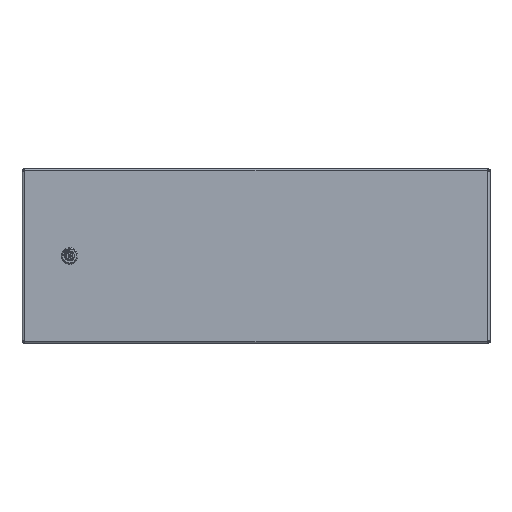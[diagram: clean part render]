
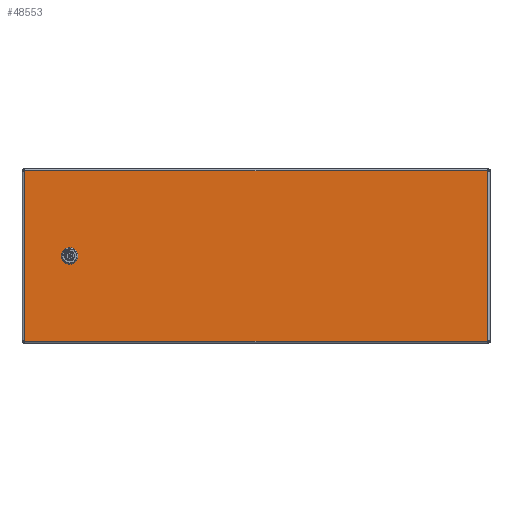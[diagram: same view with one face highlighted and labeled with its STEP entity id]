
A CAD part, top view. The second image highlights one B-rep face of the part: STEP entity #48553.
In plain terms, the highlighted planar face has unit normal (0, 0, 1).
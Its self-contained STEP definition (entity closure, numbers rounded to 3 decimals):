
#987 = VECTOR ( 'NONE', #46264, 1000. ) ;
#2086 = EDGE_CURVE ( 'NONE', #61825, #38119, #33774, .T. ) ;
#2411 = DIRECTION ( 'NONE',  ( 0., 0., 1. ) ) ;
#2655 = DIRECTION ( 'NONE',  ( 1., 0., 0. ) ) ;
#3165 = EDGE_CURVE ( 'NONE', #38119, #49473, #19708, .T. ) ;
#3445 = CIRCLE ( 'NONE', #59479, 11.25 ) ;
#3932 = DIRECTION ( 'NONE',  ( 0., 0., 1. ) ) ;
#4602 = AXIS2_PLACEMENT_3D ( 'NONE', #22194, #38030, #54884 ) ;
#4735 = CARTESIAN_POINT ( 'NONE',  ( 390.5, 142.658, 0. ) ) ;
#5492 = ORIENTED_EDGE ( 'NONE', *, *, #10334, .F. ) ;
#5533 = CARTESIAN_POINT ( 'NONE',  ( -392.429, -143.5, 0. ) ) ;
#5799 = DIRECTION ( 'NONE',  ( 0., 0., 1. ) ) ;
#6961 = DIRECTION ( 'NONE',  ( -1., 0., 0. ) ) ;
#7099 = VECTOR ( 'NONE', #30631, 1000. ) ;
#7821 = LINE ( 'NONE', #23956, #67631 ) ;
#8916 = CARTESIAN_POINT ( 'NONE',  ( -390.5, 142.658, 0. ) ) ;
#9012 = ORIENTED_EDGE ( 'NONE', *, *, #46450, .T. ) ;
#9896 = LINE ( 'NONE', #31318, #7099 ) ;
#10082 = ORIENTED_EDGE ( 'NONE', *, *, #68018, .T. ) ;
#10180 = VERTEX_POINT ( 'NONE', #4735 ) ;
#10334 = EDGE_CURVE ( 'NONE', #61184, #66555, #24799, .T. ) ;
#10671 = VECTOR ( 'NONE', #6961, 1000. ) ;
#11859 = CARTESIAN_POINT ( 'NONE',  ( -318.937, -10.25, 0. ) ) ;
#12233 = CARTESIAN_POINT ( 'NONE',  ( -309.663, 10.25, 0. ) ) ;
#12565 = CIRCLE ( 'NONE', #33858, 11.25 ) ;
#13113 = ORIENTED_EDGE ( 'NONE', *, *, #31782, .F. ) ;
#13142 = VERTEX_POINT ( 'NONE', #27023 ) ;
#13232 = CARTESIAN_POINT ( 'NONE',  ( 391.429, 144.429, 0. ) ) ;
#13298 = FACE_BOUND ( 'NONE', #27956, .T. ) ;
#14035 = ORIENTED_EDGE ( 'NONE', *, *, #22554, .T. ) ;
#14098 = CARTESIAN_POINT ( 'NONE',  ( 391.429, -144.429, 0. ) ) ;
#14207 = DIRECTION ( 'NONE',  ( 1., 0., 0. ) ) ;
#14657 = CARTESIAN_POINT ( 'NONE',  ( 390.5, -142.658, 0. ) ) ;
#14742 = CARTESIAN_POINT ( 'NONE',  ( -304.05, -4.637, 0. ) ) ;
#14854 = DIRECTION ( 'NONE',  ( 0., 0., 1. ) ) ;
#14958 = CARTESIAN_POINT ( 'NONE',  ( -390.5, 145.429, 0. ) ) ;
#15166 = VERTEX_POINT ( 'NONE', #49206 ) ;
#15442 = ORIENTED_EDGE ( 'NONE', *, *, #2086, .F. ) ;
#15977 = CARTESIAN_POINT ( 'NONE',  ( -391.429, -144.429, 0. ) ) ;
#16323 = DIRECTION ( 'NONE',  ( 1., 0., 0. ) ) ;
#18208 = PLANE ( 'NONE',  #19515 ) ;
#18894 = CARTESIAN_POINT ( 'NONE',  ( 0., 0., 0. ) ) ;
#18997 = EDGE_CURVE ( 'NONE', #13142, #10180, #21319, .T. ) ;
#19102 = LINE ( 'NONE', #19797, #37828 ) ;
#19419 = DIRECTION ( 'NONE',  ( 0., 1., 0. ) ) ;
#19515 = AXIS2_PLACEMENT_3D ( 'NONE', #18894, #2411, #28757 ) ;
#19708 = LINE ( 'NONE', #62894, #63097 ) ;
#19728 = CARTESIAN_POINT ( 'NONE',  ( -389.658, 143.5, 0. ) ) ;
#19768 = DIRECTION ( 'NONE',  ( 1., 0., 0. ) ) ;
#19773 = CARTESIAN_POINT ( 'NONE',  ( -304.05, 4.637, 0. ) ) ;
#19797 = CARTESIAN_POINT ( 'NONE',  ( 392.429, 143.5, 0. ) ) ;
#20040 = ORIENTED_EDGE ( 'NONE', *, *, #45593, .F. ) ;
#20122 = CARTESIAN_POINT ( 'NONE',  ( -324.55, 4.637, 0. ) ) ;
#21319 = CIRCLE ( 'NONE', #24735, 2. ) ;
#21918 = CARTESIAN_POINT ( 'NONE',  ( -324.55, -4.637, 0. ) ) ;
#22194 = CARTESIAN_POINT ( 'NONE',  ( -314.3, 0., 0. ) ) ;
#22259 = CARTESIAN_POINT ( 'NONE',  ( -318.937, 10.25, 0. ) ) ;
#22554 = EDGE_CURVE ( 'NONE', #64854, #66555, #53657, .T. ) ;
#22770 = VERTEX_POINT ( 'NONE', #11859 ) ;
#23295 = ORIENTED_EDGE ( 'NONE', *, *, #46505, .F. ) ;
#23767 = VECTOR ( 'NONE', #19419, 1000. ) ;
#23956 = CARTESIAN_POINT ( 'NONE',  ( 390.5, -145.429, 0. ) ) ;
#24096 = DIRECTION ( 'NONE',  ( 0., 0., 1. ) ) ;
#24735 = AXIS2_PLACEMENT_3D ( 'NONE', #13232, #24096, #34659 ) ;
#24799 = CIRCLE ( 'NONE', #64029, 2. ) ;
#26030 = DIRECTION ( 'NONE',  ( 0., 1., 0. ) ) ;
#27023 = CARTESIAN_POINT ( 'NONE',  ( 389.658, 143.5, 0. ) ) ;
#27186 = VERTEX_POINT ( 'NONE', #8916 ) ;
#27489 = VERTEX_POINT ( 'NONE', #32061 ) ;
#27829 = CARTESIAN_POINT ( 'NONE',  ( -309.663, -10.25, 0. ) ) ;
#27956 = EDGE_LOOP ( 'NONE', ( #65090, #36201, #20040, #23295, #50585, #37795, #15442, #40850 ) ) ;
#28725 = CIRCLE ( 'NONE', #37705, 2. ) ;
#28757 = DIRECTION ( 'NONE',  ( 1., 0., 0. ) ) ;
#29349 = CARTESIAN_POINT ( 'NONE',  ( -314.3, 0., 0. ) ) ;
#30438 = LINE ( 'NONE', #14958, #987 ) ;
#30631 = DIRECTION ( 'NONE',  ( 1., 0., 0. ) ) ;
#30712 = CARTESIAN_POINT ( 'NONE',  ( -314.3, 0., 0. ) ) ;
#30730 = CIRCLE ( 'NONE', #57663, 2. ) ;
#31194 = DIRECTION ( 'NONE',  ( 1., 0., 0. ) ) ;
#31318 = CARTESIAN_POINT ( 'NONE',  ( -309.663, -10.25, 0. ) ) ;
#31782 = EDGE_CURVE ( 'NONE', #27186, #35650, #30730, .T. ) ;
#32061 = CARTESIAN_POINT ( 'NONE',  ( -390.5, -142.658, 0. ) ) ;
#32320 = VERTEX_POINT ( 'NONE', #27829 ) ;
#33774 = CIRCLE ( 'NONE', #4602, 11.25 ) ;
#33858 = AXIS2_PLACEMENT_3D ( 'NONE', #64418, #5799, #16323 ) ;
#34659 = DIRECTION ( 'NONE',  ( -1., 0., 0. ) ) ;
#35650 = VERTEX_POINT ( 'NONE', #19728 ) ;
#35896 = DIRECTION ( 'NONE',  ( 0., -1., 0. ) ) ;
#36201 = ORIENTED_EDGE ( 'NONE', *, *, #65605, .F. ) ;
#37402 = EDGE_CURVE ( 'NONE', #64854, #27489, #28725, .T. ) ;
#37705 = AXIS2_PLACEMENT_3D ( 'NONE', #15977, #59180, #69329 ) ;
#37795 = ORIENTED_EDGE ( 'NONE', *, *, #3165, .F. ) ;
#37828 = VECTOR ( 'NONE', #46873, 1000. ) ;
#38030 = DIRECTION ( 'NONE',  ( 0., 0., 1. ) ) ;
#38119 = VERTEX_POINT ( 'NONE', #20122 ) ;
#38520 = AXIS2_PLACEMENT_3D ( 'NONE', #30712, #40576, #14207 ) ;
#40576 = DIRECTION ( 'NONE',  ( 0., 0., 1. ) ) ;
#40850 = ORIENTED_EDGE ( 'NONE', *, *, #50679, .F. ) ;
#43512 = EDGE_LOOP ( 'NONE', ( #45225, #14035, #5492, #9012, #60931, #10082, #13113, #56002 ) ) ;
#45225 = ORIENTED_EDGE ( 'NONE', *, *, #37402, .F. ) ;
#45593 = EDGE_CURVE ( 'NONE', #32320, #46883, #60808, .T. ) ;
#46264 = DIRECTION ( 'NONE',  ( 0., -1., 0. ) ) ;
#46450 = EDGE_CURVE ( 'NONE', #61184, #10180, #7821, .T. ) ;
#46505 = EDGE_CURVE ( 'NONE', #22770, #32320, #9896, .T. ) ;
#46873 = DIRECTION ( 'NONE',  ( -1., 0., 0. ) ) ;
#46883 = VERTEX_POINT ( 'NONE', #14742 ) ;
#47126 = DIRECTION ( 'NONE',  ( 1., 0., 0. ) ) ;
#48553 = ADVANCED_FACE ( 'NONE', ( #13298, #49870 ), #18208, .T. ) ;
#49072 = CARTESIAN_POINT ( 'NONE',  ( -309.663, 10.25, 0. ) ) ;
#49206 = CARTESIAN_POINT ( 'NONE',  ( -304.05, 4.637, 0. ) ) ;
#49473 = VERTEX_POINT ( 'NONE', #21918 ) ;
#49870 = FACE_OUTER_BOUND ( 'NONE', #43512, .T. ) ;
#50585 = ORIENTED_EDGE ( 'NONE', *, *, #65006, .F. ) ;
#50679 = EDGE_CURVE ( 'NONE', #54857, #61825, #59993, .T. ) ;
#51098 = LINE ( 'NONE', #19773, #23767 ) ;
#53657 = LINE ( 'NONE', #5533, #55772 ) ;
#54857 = VERTEX_POINT ( 'NONE', #49072 ) ;
#54884 = DIRECTION ( 'NONE',  ( 1., 0., 0. ) ) ;
#55772 = VECTOR ( 'NONE', #31194, 1000. ) ;
#55972 = EDGE_CURVE ( 'NONE', #27186, #27489, #30438, .T. ) ;
#56002 = ORIENTED_EDGE ( 'NONE', *, *, #55972, .T. ) ;
#57054 = CARTESIAN_POINT ( 'NONE',  ( 389.658, -143.5, 0. ) ) ;
#57663 = AXIS2_PLACEMENT_3D ( 'NONE', #63294, #14854, #19768 ) ;
#58154 = CARTESIAN_POINT ( 'NONE',  ( -389.658, -143.5, 0. ) ) ;
#59180 = DIRECTION ( 'NONE',  ( 0., 0., 1. ) ) ;
#59479 = AXIS2_PLACEMENT_3D ( 'NONE', #29349, #67573, #2655 ) ;
#59993 = LINE ( 'NONE', #12233, #10671 ) ;
#60517 = EDGE_CURVE ( 'NONE', #15166, #54857, #3445, .T. ) ;
#60808 = CIRCLE ( 'NONE', #38520, 11.25 ) ;
#60931 = ORIENTED_EDGE ( 'NONE', *, *, #18997, .F. ) ;
#61184 = VERTEX_POINT ( 'NONE', #14657 ) ;
#61825 = VERTEX_POINT ( 'NONE', #22259 ) ;
#62894 = CARTESIAN_POINT ( 'NONE',  ( -324.55, 4.637, 0. ) ) ;
#63097 = VECTOR ( 'NONE', #35896, 1000. ) ;
#63294 = CARTESIAN_POINT ( 'NONE',  ( -391.429, 144.429, 0. ) ) ;
#64029 = AXIS2_PLACEMENT_3D ( 'NONE', #14098, #3932, #47126 ) ;
#64418 = CARTESIAN_POINT ( 'NONE',  ( -314.3, 0., 0. ) ) ;
#64854 = VERTEX_POINT ( 'NONE', #58154 ) ;
#65006 = EDGE_CURVE ( 'NONE', #49473, #22770, #12565, .T. ) ;
#65090 = ORIENTED_EDGE ( 'NONE', *, *, #60517, .F. ) ;
#65605 = EDGE_CURVE ( 'NONE', #46883, #15166, #51098, .T. ) ;
#66555 = VERTEX_POINT ( 'NONE', #57054 ) ;
#67573 = DIRECTION ( 'NONE',  ( 0., 0., 1. ) ) ;
#67631 = VECTOR ( 'NONE', #26030, 1000. ) ;
#68018 = EDGE_CURVE ( 'NONE', #13142, #35650, #19102, .T. ) ;
#69329 = DIRECTION ( 'NONE',  ( -1., 0., 0. ) ) ;
